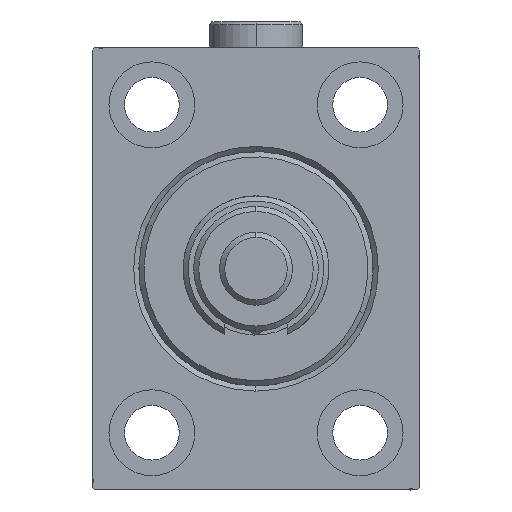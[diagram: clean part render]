
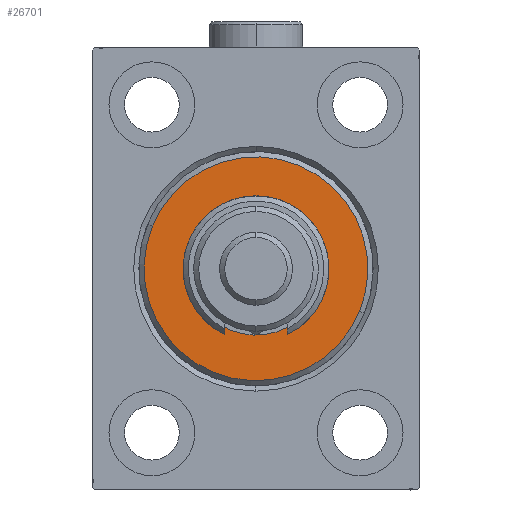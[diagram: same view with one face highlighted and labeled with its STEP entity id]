
A CAD part, left-side view. The second image highlights one B-rep face of the part: STEP entity #26701.
In plain terms, the highlighted face is planar.
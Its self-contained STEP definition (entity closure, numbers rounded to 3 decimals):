
#167 = EDGE_CURVE ( 'NONE', #4298, #15273, #18309, .T. ) ;
#482 = DIRECTION ( 'NONE',  ( 0., 0., -1. ) ) ;
#1568 = VERTEX_POINT ( 'NONE', #14227 ) ;
#2116 = CIRCLE ( 'NONE', #8321, 12.75 ) ;
#2737 = ORIENTED_EDGE ( 'NONE', *, *, #22100, .T. ) ;
#4298 = VERTEX_POINT ( 'NONE', #30529 ) ;
#5577 = CARTESIAN_POINT ( 'NONE',  ( 3., 0., 0. ) ) ;
#8321 = AXIS2_PLACEMENT_3D ( 'NONE', #21415, #14130, #43764 ) ;
#8735 = EDGE_LOOP ( 'NONE', ( #23860, #2737 ) ) ;
#8950 = CARTESIAN_POINT ( 'NONE',  ( 3., 0., 0. ) ) ;
#9461 = DIRECTION ( 'NONE',  ( -1., 0., 0. ) ) ;
#10497 = CARTESIAN_POINT ( 'NONE',  ( 3., 0., 0. ) ) ;
#14130 = DIRECTION ( 'NONE',  ( -1., 0., 0. ) ) ;
#14227 = CARTESIAN_POINT ( 'NONE',  ( 3., 0., -12.75 ) ) ;
#15273 = VERTEX_POINT ( 'NONE', #26592 ) ;
#15796 = CARTESIAN_POINT ( 'NONE',  ( 3., 0., 0. ) ) ;
#16398 = DIRECTION ( 'NONE',  ( 1., 0., 0. ) ) ;
#18309 = CIRCLE ( 'NONE', #23630, 21.5 ) ;
#19046 = EDGE_LOOP ( 'NONE', ( #37445, #32087 ) ) ;
#20767 = CARTESIAN_POINT ( 'NONE',  ( 3., 0., 12.75 ) ) ;
#21415 = CARTESIAN_POINT ( 'NONE',  ( 3., 0., 0. ) ) ;
#22100 = EDGE_CURVE ( 'NONE', #1568, #47143, #32738, .T. ) ;
#23630 = AXIS2_PLACEMENT_3D ( 'NONE', #8950, #38570, #482 ) ;
#23860 = ORIENTED_EDGE ( 'NONE', *, *, #40850, .T. ) ;
#26592 = CARTESIAN_POINT ( 'NONE',  ( 3., 0., 21.5 ) ) ;
#26701 = ADVANCED_FACE ( 'NONE', ( #30145, #41314 ), #34505, .T. ) ;
#27268 = AXIS2_PLACEMENT_3D ( 'NONE', #5577, #9461, #35206 ) ;
#28978 = AXIS2_PLACEMENT_3D ( 'NONE', #15796, #34031, #45197 ) ;
#30145 = FACE_OUTER_BOUND ( 'NONE', #19046, .T. ) ;
#30529 = CARTESIAN_POINT ( 'NONE',  ( 3., 0., -21.5 ) ) ;
#32087 = ORIENTED_EDGE ( 'NONE', *, *, #167, .T. ) ;
#32606 = DIRECTION ( 'NONE',  ( 0., 0., -1. ) ) ;
#32738 = CIRCLE ( 'NONE', #27268, 12.75 ) ;
#34031 = DIRECTION ( 'NONE',  ( 1., 0., 0. ) ) ;
#34505 = PLANE ( 'NONE',  #28978 ) ;
#34722 = CIRCLE ( 'NONE', #40922, 21.5 ) ;
#35206 = DIRECTION ( 'NONE',  ( 0., 0., -1. ) ) ;
#37445 = ORIENTED_EDGE ( 'NONE', *, *, #41786, .T. ) ;
#38570 = DIRECTION ( 'NONE',  ( 1., 0., 0. ) ) ;
#40850 = EDGE_CURVE ( 'NONE', #47143, #1568, #2116, .T. ) ;
#40922 = AXIS2_PLACEMENT_3D ( 'NONE', #10497, #16398, #32606 ) ;
#41314 = FACE_BOUND ( 'NONE', #8735, .T. ) ;
#41786 = EDGE_CURVE ( 'NONE', #15273, #4298, #34722, .T. ) ;
#43764 = DIRECTION ( 'NONE',  ( 0., 0., -1. ) ) ;
#45197 = DIRECTION ( 'NONE',  ( 0., 0., -1. ) ) ;
#47143 = VERTEX_POINT ( 'NONE', #20767 ) ;
